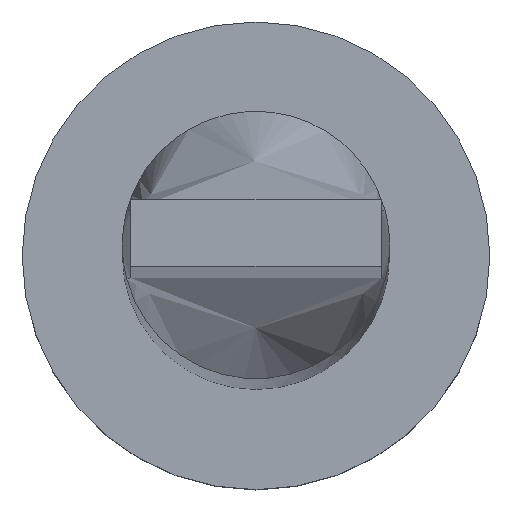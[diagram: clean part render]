
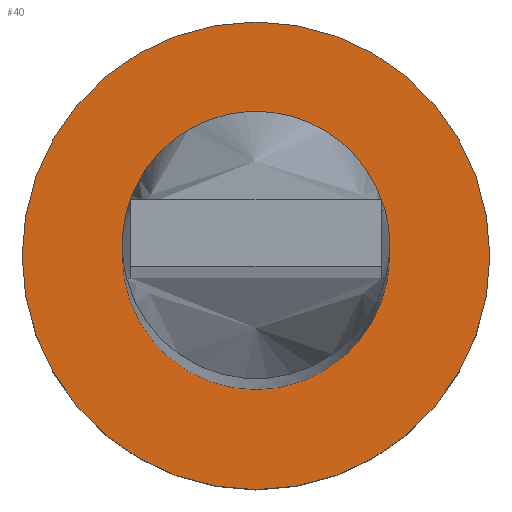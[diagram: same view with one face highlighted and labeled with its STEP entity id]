
A CAD part, top view. The second image highlights one B-rep face of the part: STEP entity #40.
In plain terms, the highlighted planar face has unit normal (0, 0, 1).
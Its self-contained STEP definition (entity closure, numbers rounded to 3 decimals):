
#1 = PLANE ( 'NONE',  #343 ) ;
#40 = ADVANCED_FACE ( 'NONE', ( #151, #329 ), #1, .T. ) ;
#47 = EDGE_CURVE ( 'NONE', #93, #493, #83, .T. ) ;
#55 = CIRCLE ( 'NONE', #209, 4. ) ;
#83 = CIRCLE ( 'NONE', #87, 4. ) ;
#87 = AXIS2_PLACEMENT_3D ( 'NONE', #450, #542, #281 ) ;
#89 = DIRECTION ( 'NONE',  ( 1., 0., 0. ) ) ;
#93 = VERTEX_POINT ( 'NONE', #296 ) ;
#104 = CARTESIAN_POINT ( 'NONE',  ( 0., 0., 5. ) ) ;
#118 = CARTESIAN_POINT ( 'NONE',  ( 7., 0., 5. ) ) ;
#139 = CARTESIAN_POINT ( 'NONE',  ( 0., 0., 5. ) ) ;
#151 = FACE_BOUND ( 'NONE', #269, .T. ) ;
#182 = ORIENTED_EDGE ( 'NONE', *, *, #478, .T. ) ;
#190 = ORIENTED_EDGE ( 'NONE', *, *, #47, .F. ) ;
#209 = AXIS2_PLACEMENT_3D ( 'NONE', #448, #284, #408 ) ;
#225 = DIRECTION ( 'NONE',  ( 0., 0., 1. ) ) ;
#228 = AXIS2_PLACEMENT_3D ( 'NONE', #139, #492, #273 ) ;
#248 = ORIENTED_EDGE ( 'NONE', *, *, #295, .F. ) ;
#255 = EDGE_CURVE ( 'NONE', #462, #326, #554, .T. ) ;
#269 = EDGE_LOOP ( 'NONE', ( #248, #190 ) ) ;
#273 = DIRECTION ( 'NONE',  ( 1., 0., 0. ) ) ;
#281 = DIRECTION ( 'NONE',  ( 1., 0., 0. ) ) ;
#284 = DIRECTION ( 'NONE',  ( 0., 0., 1. ) ) ;
#295 = EDGE_CURVE ( 'NONE', #493, #93, #55, .T. ) ;
#296 = CARTESIAN_POINT ( 'NONE',  ( 4., 0., 5. ) ) ;
#326 = VERTEX_POINT ( 'NONE', #118 ) ;
#329 = FACE_OUTER_BOUND ( 'NONE', #331, .T. ) ;
#331 = EDGE_LOOP ( 'NONE', ( #406, #182 ) ) ;
#343 = AXIS2_PLACEMENT_3D ( 'NONE', #104, #225, #89 ) ;
#365 = DIRECTION ( 'NONE',  ( 0., 0., 1. ) ) ;
#406 = ORIENTED_EDGE ( 'NONE', *, *, #255, .T. ) ;
#408 = DIRECTION ( 'NONE',  ( 1., 0., 0. ) ) ;
#412 = CARTESIAN_POINT ( 'NONE',  ( -7., 0., 5. ) ) ;
#448 = CARTESIAN_POINT ( 'NONE',  ( 0., 0., 5. ) ) ;
#450 = CARTESIAN_POINT ( 'NONE',  ( 0., 0., 5. ) ) ;
#457 = DIRECTION ( 'NONE',  ( 1., 0., 0. ) ) ;
#462 = VERTEX_POINT ( 'NONE', #412 ) ;
#478 = EDGE_CURVE ( 'NONE', #326, #462, #565, .T. ) ;
#492 = DIRECTION ( 'NONE',  ( 0., 0., 1. ) ) ;
#493 = VERTEX_POINT ( 'NONE', #547 ) ;
#509 = CARTESIAN_POINT ( 'NONE',  ( 0., 0., 5. ) ) ;
#524 = AXIS2_PLACEMENT_3D ( 'NONE', #509, #365, #457 ) ;
#542 = DIRECTION ( 'NONE',  ( 0., 0., 1. ) ) ;
#547 = CARTESIAN_POINT ( 'NONE',  ( -4., 0., 5. ) ) ;
#554 = CIRCLE ( 'NONE', #228, 7. ) ;
#565 = CIRCLE ( 'NONE', #524, 7. ) ;
